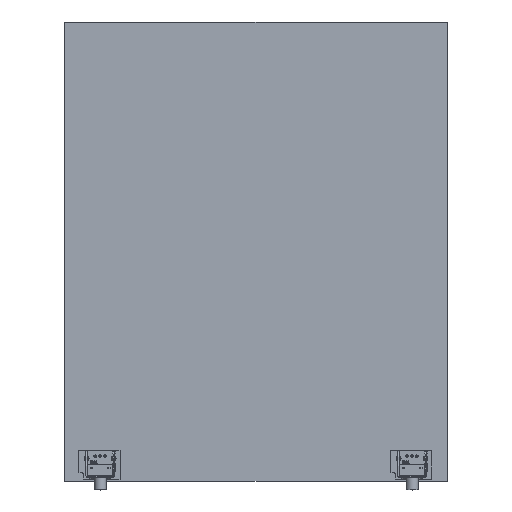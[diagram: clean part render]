
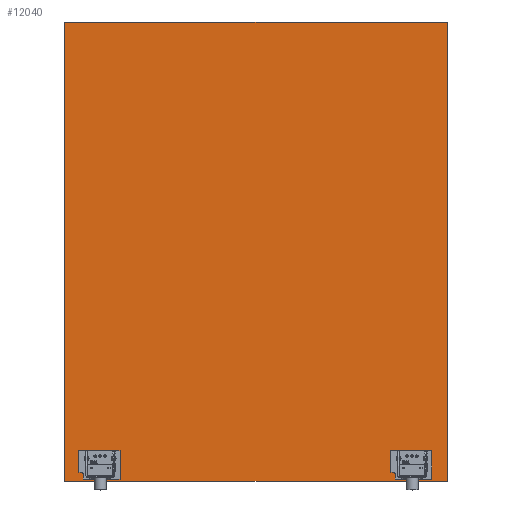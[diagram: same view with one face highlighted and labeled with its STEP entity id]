
A CAD part, top view. The second image highlights one B-rep face of the part: STEP entity #12040.
In plain terms, the highlighted planar face has unit normal (0, 0, 1).
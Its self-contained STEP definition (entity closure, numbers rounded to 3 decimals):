
#11818 = VERTEX_POINT('',#11819);
#11819 = CARTESIAN_POINT('',(49.8,-59.8,1.51));
#11825 = EDGE_CURVE('',#11818,#11826,#11828,.T.);
#11826 = VERTEX_POINT('',#11827);
#11827 = CARTESIAN_POINT('',(-49.8,-59.8,1.51));
#11828 = LINE('',#11829,#11830);
#11829 = CARTESIAN_POINT('',(49.8,-59.8,1.51));
#11830 = VECTOR('',#11831,1.);
#11831 = DIRECTION('',(-1.,0.,0.));
#11858 = VERTEX_POINT('',#11859);
#11859 = CARTESIAN_POINT('',(49.8,59.8,1.51));
#11865 = EDGE_CURVE('',#11858,#11818,#11866,.T.);
#11866 = LINE('',#11867,#11868);
#11867 = CARTESIAN_POINT('',(49.8,59.8,1.51));
#11868 = VECTOR('',#11869,1.);
#11869 = DIRECTION('',(0.,-1.,0.));
#11887 = EDGE_CURVE('',#11826,#11888,#11890,.T.);
#11888 = VERTEX_POINT('',#11889);
#11889 = CARTESIAN_POINT('',(-49.8,59.8,1.51));
#11890 = LINE('',#11891,#11892);
#11891 = CARTESIAN_POINT('',(-49.8,-59.8,1.51));
#11892 = VECTOR('',#11893,1.);
#11893 = DIRECTION('',(0.,1.,0.));
#12040 = ADVANCED_FACE('',(#12041,#12052,#12063,#12074,#12085,#12096,
    #12107,#12118,#12129,#12140,#12151),#12162,.T.);
#12041 = FACE_BOUND('',#12042,.T.);
#12042 = EDGE_LOOP('',(#12043,#12044,#12045,#12051));
#12043 = ORIENTED_EDGE('',*,*,#11825,.F.);
#12044 = ORIENTED_EDGE('',*,*,#11865,.F.);
#12045 = ORIENTED_EDGE('',*,*,#12046,.F.);
#12046 = EDGE_CURVE('',#11888,#11858,#12047,.T.);
#12047 = LINE('',#12048,#12049);
#12048 = CARTESIAN_POINT('',(-49.8,59.8,1.51));
#12049 = VECTOR('',#12050,1.);
#12050 = DIRECTION('',(1.,0.,0.));
#12051 = ORIENTED_EDGE('',*,*,#11887,.F.);
#12052 = FACE_BOUND('',#12053,.T.);
#12053 = EDGE_LOOP('',(#12054));
#12054 = ORIENTED_EDGE('',*,*,#12055,.T.);
#12055 = EDGE_CURVE('',#12056,#12056,#12058,.T.);
#12056 = VERTEX_POINT('',#12057);
#12057 = CARTESIAN_POINT('',(-40.64,-57.475,1.51));
#12058 = CIRCLE('',#12059,0.325);
#12059 = AXIS2_PLACEMENT_3D('',#12060,#12061,#12062);
#12060 = CARTESIAN_POINT('',(-40.64,-57.15,1.51));
#12061 = DIRECTION('',(-0.,0.,-1.));
#12062 = DIRECTION('',(-0.,-1.,0.));
#12063 = FACE_BOUND('',#12064,.T.);
#12064 = EDGE_LOOP('',(#12065));
#12065 = ORIENTED_EDGE('',*,*,#12066,.T.);
#12066 = EDGE_CURVE('',#12067,#12067,#12069,.T.);
#12067 = VERTEX_POINT('',#12068);
#12068 = CARTESIAN_POINT('',(-40.64,-56.205,1.51));
#12069 = CIRCLE('',#12070,0.325);
#12070 = AXIS2_PLACEMENT_3D('',#12071,#12072,#12073);
#12071 = CARTESIAN_POINT('',(-40.64,-55.88,1.51));
#12072 = DIRECTION('',(-0.,0.,-1.));
#12073 = DIRECTION('',(-0.,-1.,0.));
#12074 = FACE_BOUND('',#12075,.T.);
#12075 = EDGE_LOOP('',(#12076));
#12076 = ORIENTED_EDGE('',*,*,#12077,.T.);
#12077 = EDGE_CURVE('',#12078,#12078,#12080,.T.);
#12078 = VERTEX_POINT('',#12079);
#12079 = CARTESIAN_POINT('',(40.64,-57.475,1.51));
#12080 = CIRCLE('',#12081,0.325);
#12081 = AXIS2_PLACEMENT_3D('',#12082,#12083,#12084);
#12082 = CARTESIAN_POINT('',(40.64,-57.15,1.51));
#12083 = DIRECTION('',(-0.,0.,-1.));
#12084 = DIRECTION('',(-0.,-1.,0.));
#12085 = FACE_BOUND('',#12086,.T.);
#12086 = EDGE_LOOP('',(#12087));
#12087 = ORIENTED_EDGE('',*,*,#12088,.T.);
#12088 = EDGE_CURVE('',#12089,#12089,#12091,.T.);
#12089 = VERTEX_POINT('',#12090);
#12090 = CARTESIAN_POINT('',(40.64,-56.205,1.51));
#12091 = CIRCLE('',#12092,0.325);
#12092 = AXIS2_PLACEMENT_3D('',#12093,#12094,#12095);
#12093 = CARTESIAN_POINT('',(40.64,-55.88,1.51));
#12094 = DIRECTION('',(-0.,0.,-1.));
#12095 = DIRECTION('',(-0.,-1.,0.));
#12096 = FACE_BOUND('',#12097,.T.);
#12097 = EDGE_LOOP('',(#12098));
#12098 = ORIENTED_EDGE('',*,*,#12099,.T.);
#12099 = EDGE_CURVE('',#12100,#12100,#12102,.T.);
#12100 = VERTEX_POINT('',#12101);
#12101 = CARTESIAN_POINT('',(-41.91,-53.665,1.51));
#12102 = CIRCLE('',#12103,0.325);
#12103 = AXIS2_PLACEMENT_3D('',#12104,#12105,#12106);
#12104 = CARTESIAN_POINT('',(-41.91,-53.34,1.51));
#12105 = DIRECTION('',(-0.,0.,-1.));
#12106 = DIRECTION('',(-0.,-1.,0.));
#12107 = FACE_BOUND('',#12108,.T.);
#12108 = EDGE_LOOP('',(#12109));
#12109 = ORIENTED_EDGE('',*,*,#12110,.T.);
#12110 = EDGE_CURVE('',#12111,#12111,#12113,.T.);
#12111 = VERTEX_POINT('',#12112);
#12112 = CARTESIAN_POINT('',(-40.64,-53.665,1.51));
#12113 = CIRCLE('',#12114,0.325);
#12114 = AXIS2_PLACEMENT_3D('',#12115,#12116,#12117);
#12115 = CARTESIAN_POINT('',(-40.64,-53.34,1.51));
#12116 = DIRECTION('',(-0.,0.,-1.));
#12117 = DIRECTION('',(-0.,-1.,0.));
#12118 = FACE_BOUND('',#12119,.T.);
#12119 = EDGE_LOOP('',(#12120));
#12120 = ORIENTED_EDGE('',*,*,#12121,.T.);
#12121 = EDGE_CURVE('',#12122,#12122,#12124,.T.);
#12122 = VERTEX_POINT('',#12123);
#12123 = CARTESIAN_POINT('',(-39.37,-53.665,1.51));
#12124 = CIRCLE('',#12125,0.325);
#12125 = AXIS2_PLACEMENT_3D('',#12126,#12127,#12128);
#12126 = CARTESIAN_POINT('',(-39.37,-53.34,1.51));
#12127 = DIRECTION('',(-0.,0.,-1.));
#12128 = DIRECTION('',(0.,-1.,-0.));
#12129 = FACE_BOUND('',#12130,.T.);
#12130 = EDGE_LOOP('',(#12131));
#12131 = ORIENTED_EDGE('',*,*,#12132,.T.);
#12132 = EDGE_CURVE('',#12133,#12133,#12135,.T.);
#12133 = VERTEX_POINT('',#12134);
#12134 = CARTESIAN_POINT('',(39.37,-53.665,1.51));
#12135 = CIRCLE('',#12136,0.325);
#12136 = AXIS2_PLACEMENT_3D('',#12137,#12138,#12139);
#12137 = CARTESIAN_POINT('',(39.37,-53.34,1.51));
#12138 = DIRECTION('',(-0.,0.,-1.));
#12139 = DIRECTION('',(0.,-1.,0.));
#12140 = FACE_BOUND('',#12141,.T.);
#12141 = EDGE_LOOP('',(#12142));
#12142 = ORIENTED_EDGE('',*,*,#12143,.T.);
#12143 = EDGE_CURVE('',#12144,#12144,#12146,.T.);
#12144 = VERTEX_POINT('',#12145);
#12145 = CARTESIAN_POINT('',(40.64,-53.665,1.51));
#12146 = CIRCLE('',#12147,0.325);
#12147 = AXIS2_PLACEMENT_3D('',#12148,#12149,#12150);
#12148 = CARTESIAN_POINT('',(40.64,-53.34,1.51));
#12149 = DIRECTION('',(-0.,0.,-1.));
#12150 = DIRECTION('',(-0.,-1.,0.));
#12151 = FACE_BOUND('',#12152,.T.);
#12152 = EDGE_LOOP('',(#12153));
#12153 = ORIENTED_EDGE('',*,*,#12154,.T.);
#12154 = EDGE_CURVE('',#12155,#12155,#12157,.T.);
#12155 = VERTEX_POINT('',#12156);
#12156 = CARTESIAN_POINT('',(41.91,-53.665,1.51));
#12157 = CIRCLE('',#12158,0.325);
#12158 = AXIS2_PLACEMENT_3D('',#12159,#12160,#12161);
#12159 = CARTESIAN_POINT('',(41.91,-53.34,1.51));
#12160 = DIRECTION('',(-0.,0.,-1.));
#12161 = DIRECTION('',(-0.,-1.,0.));
#12162 = PLANE('',#12163);
#12163 = AXIS2_PLACEMENT_3D('',#12164,#12165,#12166);
#12164 = CARTESIAN_POINT('',(0.,0.,1.51));
#12165 = DIRECTION('',(0.,0.,1.));
#12166 = DIRECTION('',(1.,0.,-0.));
